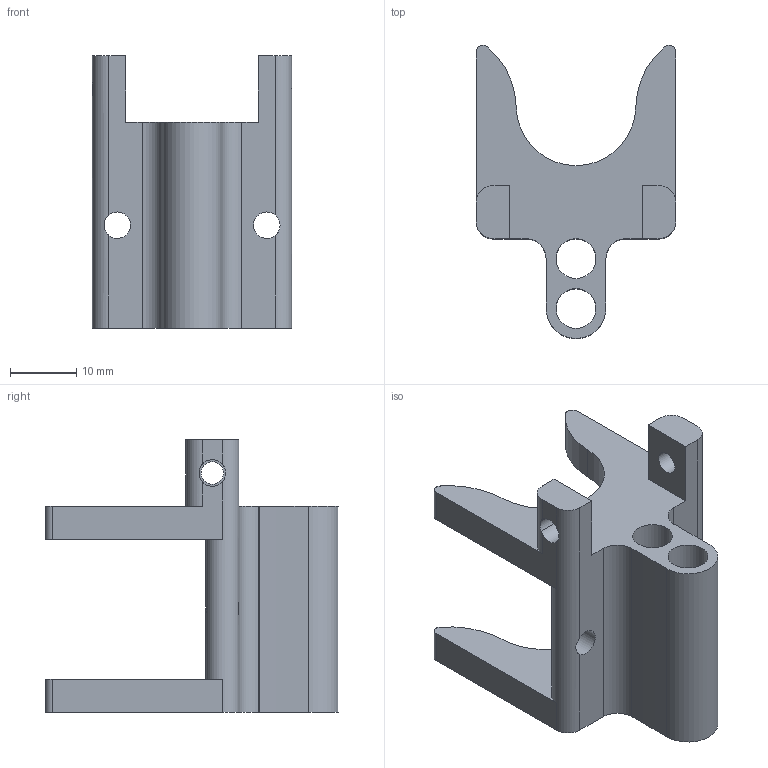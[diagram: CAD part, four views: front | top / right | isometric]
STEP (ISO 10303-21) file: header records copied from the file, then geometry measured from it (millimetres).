
FILE_DESCRIPTION(/* description */ (''),/* implementation_level */ '2;1');
FILE_NAME(/* name */ 'marker-fixator-2.step',/* time_stamp */ '2026-01-12T20:58:43+03:00',/* author */ (''),/* organization */ (''),/* preprocessor_version */ 'ST-DEVELOPER v20.1',/* originating_system */ 'Autodesk Translation Framework v14.21.0.0',/* authorisation */ '');
FILE_SCHEMA (('AUTOMOTIVE_DESIGN { 1 0 10303 214 3 1 1 }'));
Length unit declared in the file: millimetre
Products named in the file (1): marker-fixator-2
Bounding box: 30 x 44.08 x 41 mm (x, y, z)
Volume: 11346.5 mm3; surface area: 7341.4 mm2
Topology: 1 solids, 1 shells, 49 faces, 159 edges, 106 vertices
Faces by surface type: cylinder 28, plane 19, bspline 2
Full cylindrical faces by diameter (mm): 3.4 x1, 4 x2, 6 x2
Entity records: 1935 total; most frequent: CARTESIAN_POINT 461, ORIENTED_EDGE 318, DIRECTION 301, EDGE_CURVE 159, AXIS2_PLACEMENT_3D 111, VERTEX_POINT 106, LINE 79, VECTOR 79
